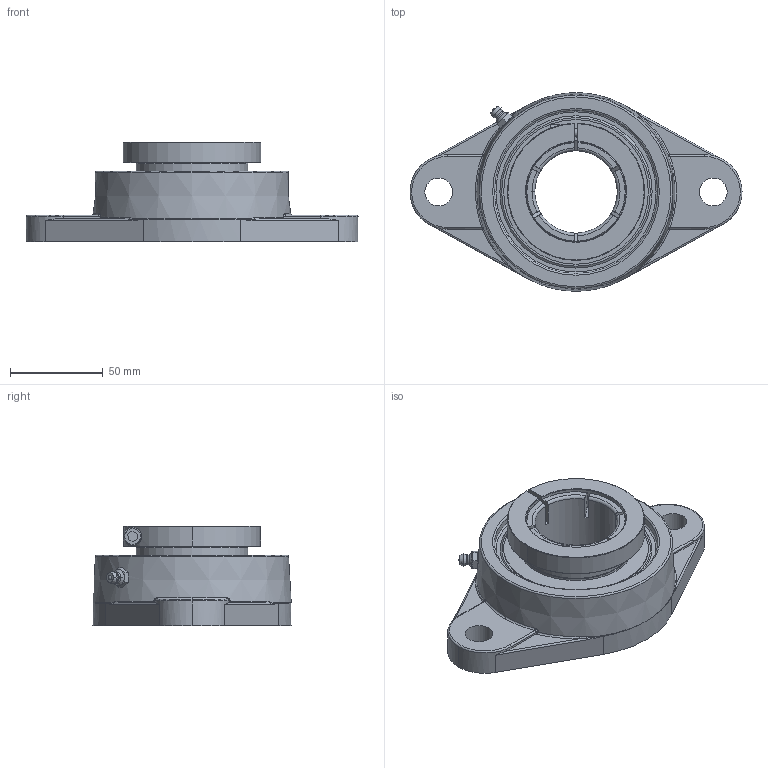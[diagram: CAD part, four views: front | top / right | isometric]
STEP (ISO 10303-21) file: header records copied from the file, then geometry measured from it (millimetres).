
FILE_DESCRIPTION(('HOOPS Exchange Step'),'2;1');
FILE_NAME('export-D517D055-4E08-4D66-B670-F280AD2EABBA.stp','2019-12-13T09:42:49-08:00',('ibuslach'),('Alibre'),'HOOPS Exchange 2019.2','Alibre','Unknown authorisation');
FILE_SCHEMA( ('AP242_MANAGED_MODEL_BASED_3D_ENGINEERING_MIM_LF {1 0 10303 442 1 1 4 }') );
Length unit declared in the file: centimetre
Products named in the file (8): MRN SFT 209; UCP ZERK 6mm; SUE 209 LOCK RING; SUE 209 SHIELD; SUE 207 BOLT; SUE 209-28 RACES; MRN SUE 209-28; MRN SUEFT 209-28
Assembly tree (8 placements, depth 3):
  MRN SUEFT 209-28
    MRN SFT 209
    UCP ZERK 6mm
    MRN SUE 209-28
      SUE 209 LOCK RING
      SUE 209 SHIELD  x2
      SUE 207 BOLT
      SUE 209-28 RACES
Bounding box: 179 x 107 x 53.7 mm (x, y, z)
Volume: 254720.9 mm3; surface area: 89835.6 mm2
Topology: 8 solids, 8 shells, 271 faces, 732 edges, 471 vertices
Faces by surface type: plane 81, cylinder 68, cone 41, torus 38, bspline 34, sphere 9
Full cylindrical faces by diameter (mm): 1.976 x2, 4.134 x1, 4.137 x1, 5.8 x1, 6 x2, 8.5 x1, 15 x2, 44.45 x1, 60 x4, 61.016 x2, 76 x2, 78 x2, 88.104 x1, 90.104 x1
Entity records: 16964 total; most frequent: CARTESIAN_POINT 10276, ORIENTED_EDGE 1404, DIRECTION 1353, EDGE_CURVE 702, AXIS2_PLACEMENT_3D 563, VERTEX_POINT 457, CIRCLE 309, EDGE_LOOP 291
